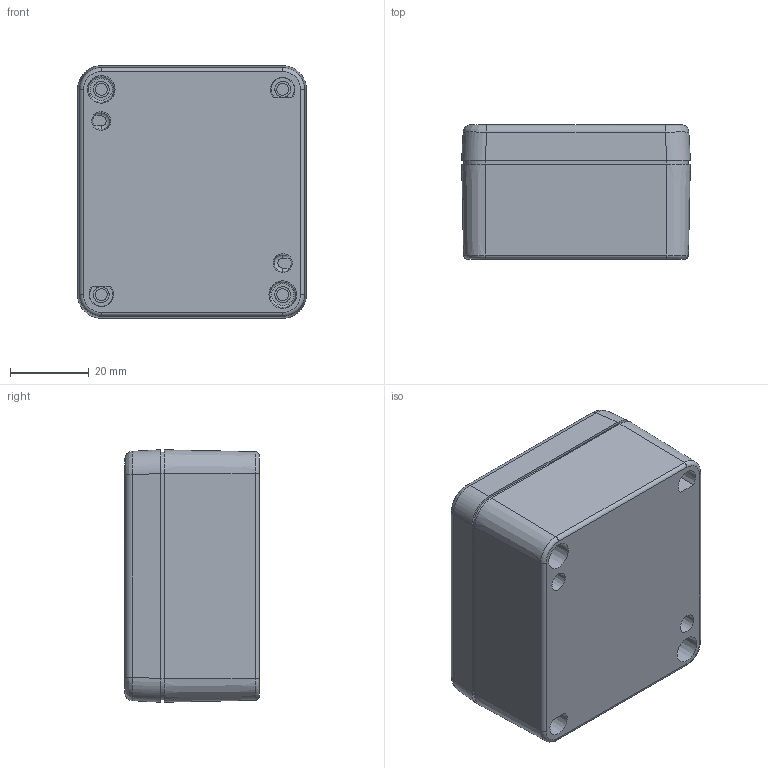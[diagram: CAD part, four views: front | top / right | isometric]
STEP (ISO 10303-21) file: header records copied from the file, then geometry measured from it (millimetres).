
FILE_DESCRIPTION( ( 'STEP AP214' ), '1' );
FILE_NAME( '15000201.stp', '2020-07-23T16:10:32', ( 'License CC BY-ND 4.0' ), ( 'CADENAS' ), ' ', 'PARTsolutions', ' ' );
FILE_SCHEMA( ( 'AUTOMOTIVE_DESIGN { 1 0 10303 214 1 1 1 1 }' ) );
Length unit declared in the file: millimetre
Products named in the file (11): 15000201; KASTEN-AL66-3; KASTEN-AL66-3-1; DECKEL-AL-66; SCHRAUBE_AL-GEH_M4X20; SCHRAUBE_AL-GEH_M4X20-1
Assembly tree (16 placements, depth 2):
  15000201
    KASTEN-AL66-3
    KASTEN-AL66-3-1
    KASTEN-AL66-3-1
    KASTEN-AL66-3-1
    KASTEN-AL66-3-1
    KASTEN-AL66-3-1
    KASTEN-AL66-3-1
    DECKEL-AL-66
    SCHRAUBE_AL-GEH_M4X20  x4
    SCHRAUBE_AL-GEH_M4X20-1  x4
Bounding box: 58 x 34 x 64 mm (x, y, z)
Volume: 49691.8 mm3; surface area: 34753.5 mm2
Topology: 6 solids, 22 shells, 515 faces, 1279 edges, 817 vertices
Faces by surface type: plane 197, cylinder 134, torus 90, cone 68, bspline 26
Full cylindrical faces by diameter (mm): 3 x4, 3.2 x2, 3.25 x4, 3.5 x8, 3.6 x4, 4 x10, 5 x2
Entity records: 22135 total; most frequent: CARTESIAN_POINT 4534, DIRECTION 2126, ORIENTED_EDGE 1890, STYLED_ITEM 1277, PRESENTATION_STYLE_ASSIGNMENT 1277, COLOUR_RGB 1277, EDGE_CURVE 965, CURVE_STYLE 870
